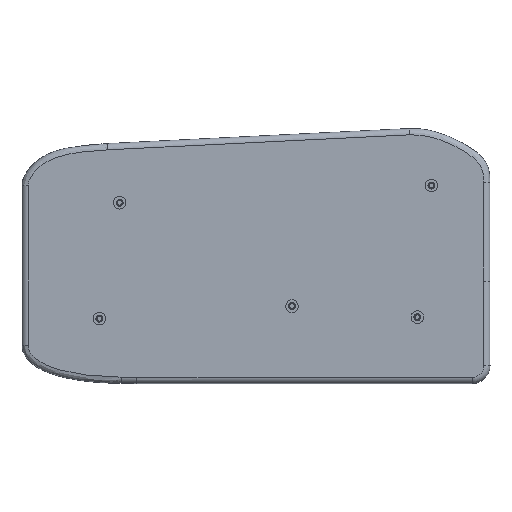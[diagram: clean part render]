
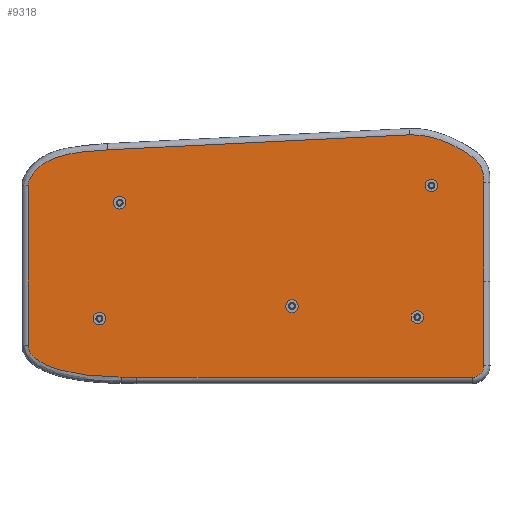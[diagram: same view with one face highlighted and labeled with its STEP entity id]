
A CAD part, front view. The second image highlights one B-rep face of the part: STEP entity #9318.
In plain terms, the highlighted planar face has unit normal (0, -1, 0).
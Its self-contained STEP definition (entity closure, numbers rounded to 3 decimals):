
#256=FACE_BOUND('',#2059,.T.);
#257=FACE_BOUND('',#2060,.T.);
#258=FACE_BOUND('',#2061,.T.);
#259=FACE_BOUND('',#2062,.T.);
#260=FACE_BOUND('',#2063,.T.);
#518=B_SPLINE_CURVE_WITH_KNOTS('',3,(#23200,#23201,#23202,#23203,#23204,
#23205,#23206,#23207,#23208,#23209,#23210,#23211,#23212,#23213,#23214,#23215,
#23216),.UNSPECIFIED.,.F.,.F.,(4,2,1,2,1,2,1,1,2,1,4),(0.,0.979,
1.778,1.795,2.028,2.34,2.429,
2.553,2.714,2.726,3.084),
 .UNSPECIFIED.);
#520=B_SPLINE_CURVE_WITH_KNOTS('',3,(#23323,#23324,#23325,#23326,#23327,
#23328,#23329,#23330,#23331,#23332,#23333,#23334,#23335,#23336,#23337,#23338),
 .UNSPECIFIED.,.F.,.F.,(4,2,1,1,2,2,1,2,1,4),(0.,0.016,0.11,
0.205,0.347,0.871,1.21,1.662,
2.419,2.987),.UNSPECIFIED.);
#522=B_SPLINE_CURVE_WITH_KNOTS('',3,(#23439,#23440,#23441,#23442,#23443,
#23444,#23445,#23446,#23447,#23448,#23449,#23450,#23451,#23452,#23453),
 .UNSPECIFIED.,.F.,.F.,(4,2,1,2,1,1,2,1,1,4),(0.,0.676,1.454,
2.038,2.422,2.679,2.935,3.155,
3.21,3.32),.UNSPECIFIED.);
#891=CIRCLE('',#9962,2.);
#894=CIRCLE('',#9967,2.);
#897=CIRCLE('',#9972,2.);
#900=CIRCLE('',#9977,2.);
#903=CIRCLE('',#9982,2.);
#913=CIRCLE('',#10005,3.7);
#1438=FACE_OUTER_BOUND('',#2058,.T.);
#2058=EDGE_LOOP('',(#8381,#8382,#8383,#8384,#8385,#8386,#8387,#8388,#8389,
#8390));
#2059=EDGE_LOOP('',(#8391));
#2060=EDGE_LOOP('',(#8392));
#2061=EDGE_LOOP('',(#8393));
#2062=EDGE_LOOP('',(#8394));
#2063=EDGE_LOOP('',(#8395));
#2830=LINE('',#23093,#3616);
#2831=LINE('',#23104,#3617);
#2834=LINE('',#23111,#3620);
#2835=LINE('',#23238,#3621);
#2837=LINE('',#23359,#3623);
#2839=LINE('',#23470,#3625);
#3616=VECTOR('',#12059,10.);
#3617=VECTOR('',#12072,10.);
#3620=VECTOR('',#12079,10.);
#3621=VECTOR('',#12086,10.);
#3623=VECTOR('',#12094,10.);
#3625=VECTOR('',#12100,10.);
#4469=VERTEX_POINT('',#22975);
#4472=VERTEX_POINT('',#22984);
#4475=VERTEX_POINT('',#22993);
#4478=VERTEX_POINT('',#23002);
#4481=VERTEX_POINT('',#23011);
#4490=VERTEX_POINT('',#23046);
#4491=VERTEX_POINT('',#23091);
#4493=VERTEX_POINT('',#23096);
#4495=VERTEX_POINT('',#23102);
#4497=VERTEX_POINT('',#23109);
#4499=VERTEX_POINT('',#23198);
#4501=VERTEX_POINT('',#23236);
#4503=VERTEX_POINT('',#23321);
#4505=VERTEX_POINT('',#23357);
#4507=VERTEX_POINT('',#23437);
#5754=EDGE_CURVE('',#4469,#4469,#891,.T.);
#5758=EDGE_CURVE('',#4472,#4472,#894,.T.);
#5762=EDGE_CURVE('',#4475,#4475,#897,.T.);
#5766=EDGE_CURVE('',#4478,#4478,#900,.T.);
#5770=EDGE_CURVE('',#4481,#4481,#903,.T.);
#5787=EDGE_CURVE('',#4491,#4490,#2830,.T.);
#5789=EDGE_CURVE('',#4493,#4491,#913,.T.);
#5792=EDGE_CURVE('',#4495,#4493,#2831,.T.);
#5796=EDGE_CURVE('',#4497,#4495,#2834,.T.);
#5798=EDGE_CURVE('',#4499,#4497,#518,.T.);
#5801=EDGE_CURVE('',#4501,#4499,#2835,.T.);
#5804=EDGE_CURVE('',#4503,#4501,#520,.T.);
#5807=EDGE_CURVE('',#4505,#4503,#2837,.T.);
#5810=EDGE_CURVE('',#4507,#4505,#522,.T.);
#5812=EDGE_CURVE('',#4490,#4507,#2839,.T.);
#8381=ORIENTED_EDGE('',*,*,#5787,.F.);
#8382=ORIENTED_EDGE('',*,*,#5789,.F.);
#8383=ORIENTED_EDGE('',*,*,#5792,.F.);
#8384=ORIENTED_EDGE('',*,*,#5796,.F.);
#8385=ORIENTED_EDGE('',*,*,#5798,.F.);
#8386=ORIENTED_EDGE('',*,*,#5801,.F.);
#8387=ORIENTED_EDGE('',*,*,#5804,.F.);
#8388=ORIENTED_EDGE('',*,*,#5807,.F.);
#8389=ORIENTED_EDGE('',*,*,#5810,.F.);
#8390=ORIENTED_EDGE('',*,*,#5812,.F.);
#8391=ORIENTED_EDGE('',*,*,#5754,.T.);
#8392=ORIENTED_EDGE('',*,*,#5758,.T.);
#8393=ORIENTED_EDGE('',*,*,#5762,.T.);
#8394=ORIENTED_EDGE('',*,*,#5766,.T.);
#8395=ORIENTED_EDGE('',*,*,#5770,.T.);
#8779=PLANE('',#10022);
#9318=ADVANCED_FACE('',(#1438,#256,#257,#258,#259,#260),#8779,.T.);
#9962=AXIS2_PLACEMENT_3D('',#22976,#11966,#11967);
#9967=AXIS2_PLACEMENT_3D('',#22985,#11977,#11978);
#9972=AXIS2_PLACEMENT_3D('',#22994,#11988,#11989);
#9977=AXIS2_PLACEMENT_3D('',#23003,#11999,#12000);
#9982=AXIS2_PLACEMENT_3D('',#23012,#12010,#12011);
#10005=AXIS2_PLACEMENT_3D('',#23098,#12064,#12065);
#10022=AXIS2_PLACEMENT_3D('',#23511,#12112,#12113);
#11966=DIRECTION('center_axis',(0.,1.,0.));
#11967=DIRECTION('ref_axis',(1.,0.,0.));
#11977=DIRECTION('center_axis',(0.,1.,0.));
#11978=DIRECTION('ref_axis',(1.,0.,0.));
#11988=DIRECTION('center_axis',(0.,1.,0.));
#11989=DIRECTION('ref_axis',(1.,0.,0.));
#11999=DIRECTION('center_axis',(0.,1.,0.));
#12000=DIRECTION('ref_axis',(1.,0.,0.));
#12010=DIRECTION('center_axis',(0.,1.,0.));
#12011=DIRECTION('ref_axis',(1.,0.,0.));
#12059=DIRECTION('',(-1.,0.,0.));
#12064=DIRECTION('center_axis',(0.,1.,0.));
#12065=DIRECTION('ref_axis',(0.707,0.,-0.707));
#12072=DIRECTION('',(0.,0.,-1.));
#12079=DIRECTION('',(0.,0.,-1.));
#12086=DIRECTION('',(0.999,0.,0.05));
#12094=DIRECTION('',(0.,0.,1.));
#12100=DIRECTION('',(-1.,0.,0.005));
#12112=DIRECTION('center_axis',(0.,-1.,0.));
#12113=DIRECTION('ref_axis',(1.,0.,0.));
#22975=CARTESIAN_POINT('',(89.91,-8.6,27.395));
#22976=CARTESIAN_POINT('Origin',(91.91,-8.6,27.395));
#22984=CARTESIAN_POINT('',(28.411,-8.6,23.395));
#22985=CARTESIAN_POINT('Origin',(30.411,-8.6,23.395));
#22993=CARTESIAN_POINT('',(129.91,-8.6,23.895));
#22994=CARTESIAN_POINT('Origin',(131.91,-8.6,23.895));
#23002=CARTESIAN_POINT('',(34.909,-8.6,60.395));
#23003=CARTESIAN_POINT('Origin',(36.909,-8.6,60.395));
#23011=CARTESIAN_POINT('',(134.411,-8.6,65.895));
#23012=CARTESIAN_POINT('Origin',(136.411,-8.6,65.895));
#23046=CARTESIAN_POINT('',(42.411,-8.6,4.696));
#23091=CARTESIAN_POINT('',(149.41,-8.6,4.696));
#23093=CARTESIAN_POINT('',(61.408,-8.6,4.696));
#23096=CARTESIAN_POINT('',(153.11,-8.6,8.397));
#23098=CARTESIAN_POINT('Origin',(149.41,-8.6,8.396));
#23102=CARTESIAN_POINT('',(153.11,-8.6,35.396));
#23104=CARTESIAN_POINT('',(153.11,-8.6,25.94));
#23109=CARTESIAN_POINT('',(153.11,-8.6,66.897));
#23111=CARTESIAN_POINT('',(153.11,-8.6,39.44));
#23198=CARTESIAN_POINT('',(129.425,-8.6,82.096));
#23200=CARTESIAN_POINT('Ctrl Pts',(129.425,-8.6,82.096));
#23201=CARTESIAN_POINT('Ctrl Pts',(132.685,-8.6,82.259));
#23202=CARTESIAN_POINT('Ctrl Pts',(136.008,-8.6,81.599));
#23203=CARTESIAN_POINT('Ctrl Pts',(141.61,-8.6,79.634));
#23204=CARTESIAN_POINT('Ctrl Pts',(144.089,-8.6,78.466));
#23205=CARTESIAN_POINT('Ctrl Pts',(146.434,-8.6,77.081));
#23206=CARTESIAN_POINT('Ctrl Pts',(147.154,-8.6,76.654));
#23207=CARTESIAN_POINT('Ctrl Pts',(148.691,-8.6,75.688));
#23208=CARTESIAN_POINT('Ctrl Pts',(150.134,-8.6,74.555));
#23209=CARTESIAN_POINT('Ctrl Pts',(151.065,-8.6,73.597));
#23210=CARTESIAN_POINT('Ctrl Pts',(151.538,-8.6,73.056));
#23211=CARTESIAN_POINT('Ctrl Pts',(152.234,-8.6,72.002));
#23212=CARTESIAN_POINT('Ctrl Pts',(152.582,-8.6,71.113));
#23213=CARTESIAN_POINT('Ctrl Pts',(152.731,-8.6,70.558));
#23214=CARTESIAN_POINT('Ctrl Pts',(153.042,-8.6,69.363));
#23215=CARTESIAN_POINT('Ctrl Pts',(153.11,-8.6,68.092));
#23216=CARTESIAN_POINT('Ctrl Pts',(153.11,-8.6,66.897));
#23236=CARTESIAN_POINT('',(33.124,-8.6,77.296));
#23238=CARTESIAN_POINT('',(104.018,-8.6,80.83));
#23321=CARTESIAN_POINT('',(7.71,-8.6,65.896));
#23323=CARTESIAN_POINT('Ctrl Pts',(7.71,-8.6,65.896));
#23324=CARTESIAN_POINT('Ctrl Pts',(7.71,-8.6,65.949));
#23325=CARTESIAN_POINT('Ctrl Pts',(7.711,-8.6,66.001));
#23326=CARTESIAN_POINT('Ctrl Pts',(7.728,-8.6,66.37));
#23327=CARTESIAN_POINT('Ctrl Pts',(7.838,-8.6,66.999));
#23328=CARTESIAN_POINT('Ctrl Pts',(8.234,-8.6,68.036));
#23329=CARTESIAN_POINT('Ctrl Pts',(8.634,-8.6,68.722));
#23330=CARTESIAN_POINT('Ctrl Pts',(9.866,-8.6,70.574));
#23331=CARTESIAN_POINT('Ctrl Pts',(11.142,-8.6,71.814));
#23332=CARTESIAN_POINT('Ctrl Pts',(13.527,-8.6,73.466));
#23333=CARTESIAN_POINT('Ctrl Pts',(15.895,-8.6,74.718));
#23334=CARTESIAN_POINT('Ctrl Pts',(18.418,-8.6,75.452));
#23335=CARTESIAN_POINT('Ctrl Pts',(22.342,-8.6,76.341));
#23336=CARTESIAN_POINT('Ctrl Pts',(26.766,-8.6,76.904));
#23337=CARTESIAN_POINT('Ctrl Pts',(31.233,-8.6,77.202));
#23338=CARTESIAN_POINT('Ctrl Pts',(33.124,-8.6,77.296));
#23357=CARTESIAN_POINT('',(7.71,-8.6,14.897));
#23359=CARTESIAN_POINT('',(7.71,-8.6,54.69));
#23437=CARTESIAN_POINT('',(37.326,-8.6,4.723));
#23439=CARTESIAN_POINT('Ctrl Pts',(37.326,-8.6,4.723));
#23440=CARTESIAN_POINT('Ctrl Pts',(35.074,-8.6,4.736));
#23441=CARTESIAN_POINT('Ctrl Pts',(32.811,-8.6,4.822));
#23442=CARTESIAN_POINT('Ctrl Pts',(27.958,-8.6,5.18));
#23443=CARTESIAN_POINT('Ctrl Pts',(23.424,-8.6,5.695));
#23444=CARTESIAN_POINT('Ctrl Pts',(18.991,-8.6,6.665));
#23445=CARTESIAN_POINT('Ctrl Pts',(15.884,-8.6,7.6));
#23446=CARTESIAN_POINT('Ctrl Pts',(13.854,-8.6,8.336));
#23447=CARTESIAN_POINT('Ctrl Pts',(11.215,-8.6,9.748));
#23448=CARTESIAN_POINT('Ctrl Pts',(9.849,-8.6,10.827));
#23449=CARTESIAN_POINT('Ctrl Pts',(8.771,-8.6,11.994));
#23450=CARTESIAN_POINT('Ctrl Pts',(8.229,-8.6,12.762));
#23451=CARTESIAN_POINT('Ctrl Pts',(7.794,-8.6,13.975));
#23452=CARTESIAN_POINT('Ctrl Pts',(7.71,-8.6,14.53));
#23453=CARTESIAN_POINT('Ctrl Pts',(7.71,-8.6,14.897));
#23470=CARTESIAN_POINT('',(58.762,-8.6,4.607));
#23511=CARTESIAN_POINT('Origin',(80.41,-8.6,43.483));
